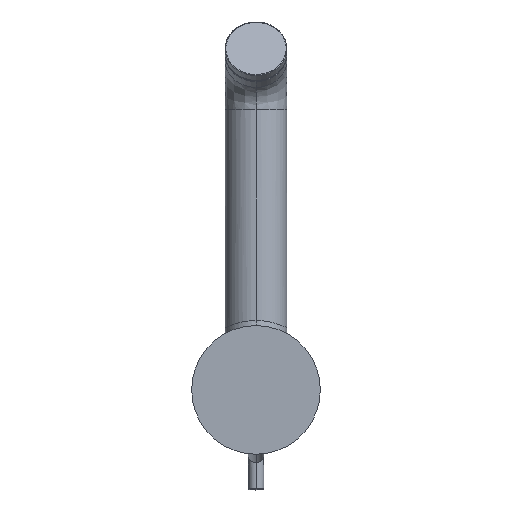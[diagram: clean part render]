
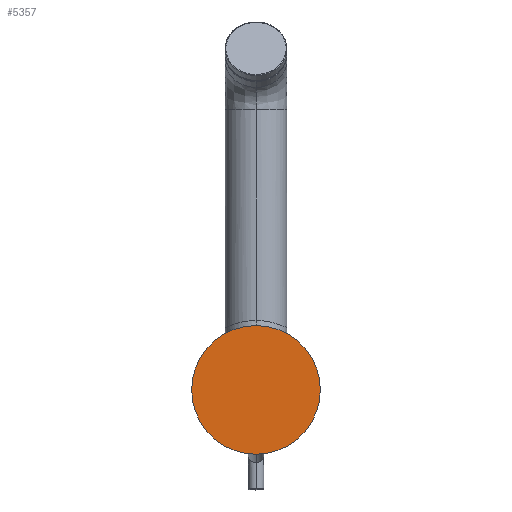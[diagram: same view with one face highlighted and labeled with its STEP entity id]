
A CAD part, front view. The second image highlights one B-rep face of the part: STEP entity #5357.
In plain terms, the highlighted planar face has unit normal (0, -1, 0).
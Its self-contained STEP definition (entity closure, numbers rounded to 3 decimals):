
#818 = CIRCLE ( 'NONE', #2740, 25. ) ;
#964 = CARTESIAN_POINT ( 'NONE',  ( 25., 0., 0. ) ) ;
#1382 = DIRECTION ( 'NONE',  ( 0., 1., 0. ) ) ;
#1737 = CIRCLE ( 'NONE', #2238, 25. ) ;
#2238 = AXIS2_PLACEMENT_3D ( 'NONE', #3978, #6808, #2435 ) ;
#2435 = DIRECTION ( 'NONE',  ( 1., 0., 0. ) ) ;
#2589 = CARTESIAN_POINT ( 'NONE',  ( 0., 0., 0. ) ) ;
#2621 = DIRECTION ( 'NONE',  ( 0., 1., 0. ) ) ;
#2740 = AXIS2_PLACEMENT_3D ( 'NONE', #7192, #1382, #2785 ) ;
#2785 = DIRECTION ( 'NONE',  ( 1., 0., 0. ) ) ;
#3159 = EDGE_CURVE ( 'NONE', #8931, #3229, #1737, .T. ) ;
#3219 = EDGE_CURVE ( 'NONE', #3229, #8931, #818, .T. ) ;
#3229 = VERTEX_POINT ( 'NONE', #8409 ) ;
#3668 = FACE_OUTER_BOUND ( 'NONE', #5220, .T. ) ;
#3978 = CARTESIAN_POINT ( 'NONE',  ( 0., 0., 0. ) ) ;
#5220 = EDGE_LOOP ( 'NONE', ( #8472, #6977 ) ) ;
#5357 = ADVANCED_FACE ( 'NONE', ( #3668 ), #6898, .F. ) ;
#6808 = DIRECTION ( 'NONE',  ( 0., 1., 0. ) ) ;
#6898 = PLANE ( 'NONE',  #9238 ) ;
#6977 = ORIENTED_EDGE ( 'NONE', *, *, #3159, .F. ) ;
#7192 = CARTESIAN_POINT ( 'NONE',  ( 0., 0., 0. ) ) ;
#7678 = DIRECTION ( 'NONE',  ( 1., 0., 0. ) ) ;
#8409 = CARTESIAN_POINT ( 'NONE',  ( -25., 0., 0. ) ) ;
#8472 = ORIENTED_EDGE ( 'NONE', *, *, #3219, .F. ) ;
#8931 = VERTEX_POINT ( 'NONE', #964 ) ;
#9238 = AXIS2_PLACEMENT_3D ( 'NONE', #2589, #2621, #7678 ) ;
